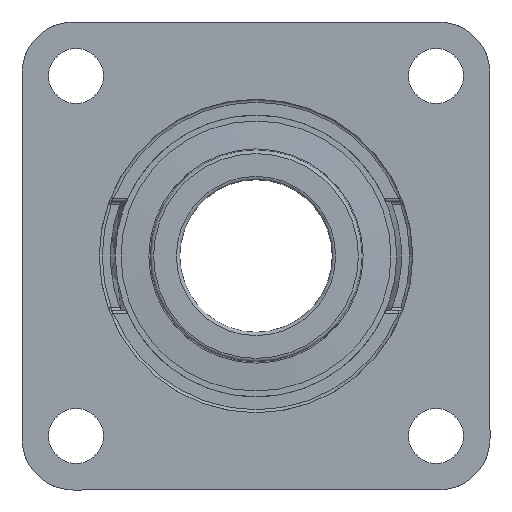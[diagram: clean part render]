
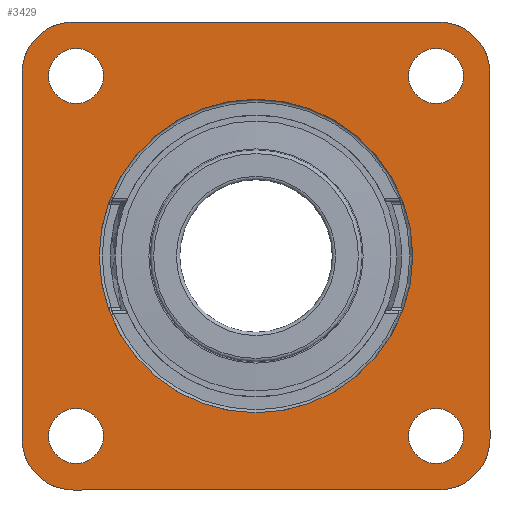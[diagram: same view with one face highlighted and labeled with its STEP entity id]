
A CAD part, left-side view. The second image highlights one B-rep face of the part: STEP entity #3429.
In plain terms, the highlighted face is planar.
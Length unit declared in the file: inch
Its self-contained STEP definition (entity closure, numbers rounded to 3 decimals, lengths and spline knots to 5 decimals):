
#886=VECTOR('',#9348,1.);
#887=VECTOR('',#9350,1.);
#889=VECTOR('',#9353,1.);
#891=VECTOR('',#9360,1.);
#987=LINE('',#8400,#886);
#988=LINE('',#8402,#887);
#990=LINE('',#8406,#889);
#992=LINE('',#8412,#891);
#1169=PLANE('',#3751);
#1286=VERTEX_POINT('',#4732);
#1287=VERTEX_POINT('',#4734);
#1326=VERTEX_POINT('',#5597);
#1327=VERTEX_POINT('',#5599);
#1371=VERTEX_POINT('',#6270);
#1411=VERTEX_POINT('',#8363);
#1412=VERTEX_POINT('',#8365);
#1417=VERTEX_POINT('',#8386);
#1418=VERTEX_POINT('',#8391);
#1419=VERTEX_POINT('',#8395);
#1420=VERTEX_POINT('',#8398);
#1421=VERTEX_POINT('',#8405);
#1422=VERTEX_POINT('',#8409);
#1525=CIRCLE('',#3550,0.59055);
#1560=CIRCLE('',#3604,0.59055);
#1587=CIRCLE('',#3652,1.8);
#1632=CIRCLE('',#3721,0.59055);
#1637=CIRCLE('',#3736,0.31496);
#1638=CIRCLE('',#3739,0.31496);
#1639=CIRCLE('',#3742,0.31496);
#1640=CIRCLE('',#3744,0.31496);
#1641=CIRCLE('',#3749,0.59055);
#1746=EDGE_CURVE('',#1286,#1287,#1525,.T.);
#1811=EDGE_CURVE('',#1326,#1327,#1560,.T.);
#1879=EDGE_CURVE('',#1371,#1371,#1587,.T.);
#1966=EDGE_CURVE('',#1411,#1412,#1632,.T.);
#1972=EDGE_CURVE('',#1417,#1417,#1637,.T.);
#1974=EDGE_CURVE('',#1418,#1418,#1638,.T.);
#1975=EDGE_CURVE('',#1419,#1419,#1639,.T.);
#1976=EDGE_CURVE('',#1420,#1420,#1640,.T.);
#1977=EDGE_CURVE('',#1326,#1412,#987,.T.);
#1978=EDGE_CURVE('',#1411,#1287,#988,.T.);
#1980=EDGE_CURVE('',#1286,#1421,#990,.T.);
#1982=EDGE_CURVE('',#1422,#1421,#1641,.T.);
#1983=EDGE_CURVE('',#1422,#1327,#992,.T.);
#2645=ORIENTED_EDGE('',*,*,#1879,.T.);
#2646=ORIENTED_EDGE('',*,*,#1972,.T.);
#2647=ORIENTED_EDGE('',*,*,#1974,.T.);
#2648=ORIENTED_EDGE('',*,*,#1975,.T.);
#2649=ORIENTED_EDGE('',*,*,#1976,.T.);
#2650=ORIENTED_EDGE('',*,*,#1983,.T.);
#2651=ORIENTED_EDGE('',*,*,#1811,.F.);
#2652=ORIENTED_EDGE('',*,*,#1977,.T.);
#2653=ORIENTED_EDGE('',*,*,#1966,.F.);
#2654=ORIENTED_EDGE('',*,*,#1978,.T.);
#2655=ORIENTED_EDGE('',*,*,#1746,.F.);
#2656=ORIENTED_EDGE('',*,*,#1980,.T.);
#2657=ORIENTED_EDGE('',*,*,#1982,.F.);
#2936=EDGE_LOOP('',(#2645));
#2937=EDGE_LOOP('',(#2646));
#2938=EDGE_LOOP('',(#2647));
#2939=EDGE_LOOP('',(#2648));
#2940=EDGE_LOOP('',(#2649));
#2941=EDGE_LOOP('',(#2650,#2651,#2652,#2653,#2654,#2655,#2656,#2657));
#3188=FACE_BOUND('',#2936,.T.);
#3189=FACE_BOUND('',#2937,.T.);
#3190=FACE_BOUND('',#2938,.T.);
#3191=FACE_BOUND('',#2939,.T.);
#3192=FACE_BOUND('',#2940,.T.);
#3193=FACE_BOUND('',#2941,.T.);
#3429=ADVANCED_FACE('',(#3188,#3189,#3190,#3191,#3192,#3193),#1169,.F.);
#3550=AXIS2_PLACEMENT_3D('',#4733,#8936,#8937);
#3604=AXIS2_PLACEMENT_3D('',#5598,#9055,#9056);
#3652=AXIS2_PLACEMENT_3D('',#6269,#9168,#9169);
#3721=AXIS2_PLACEMENT_3D('',#8364,#9308,#9309);
#3736=AXIS2_PLACEMENT_3D('',#8385,#9330,#9331);
#3739=AXIS2_PLACEMENT_3D('',#8390,#9336,#9337);
#3742=AXIS2_PLACEMENT_3D('',#8394,#9341,#9342);
#3744=AXIS2_PLACEMENT_3D('',#8397,#9345,#9346);
#3749=AXIS2_PLACEMENT_3D('',#8410,#9357,#9358);
#3751=AXIS2_PLACEMENT_3D('',#8413,#9361,$);
#4732=CARTESIAN_POINT('',(-2.09646,2.68701,0.));
#4733=CARTESIAN_POINT('',(-2.09646,2.09646,0.));
#4734=CARTESIAN_POINT('',(-2.68701,2.09646,0.));
#5597=CARTESIAN_POINT('',(2.09646,-2.68701,0.));
#5598=CARTESIAN_POINT('',(2.09646,-2.09646,0.));
#5599=CARTESIAN_POINT('',(2.68701,-2.09646,0.));
#6269=CARTESIAN_POINT('',(0.,0.,0.));
#6270=CARTESIAN_POINT('',(0.,1.8,0.));
#8363=CARTESIAN_POINT('',(-2.68701,-2.09646,0.));
#8364=CARTESIAN_POINT('',(-2.09646,-2.09646,0.));
#8365=CARTESIAN_POINT('',(-2.09646,-2.68701,0.));
#8385=CARTESIAN_POINT('',(2.06693,2.06693,0.));
#8386=CARTESIAN_POINT('',(2.06693,2.38189,0.));
#8390=CARTESIAN_POINT('',(2.06693,-2.06693,0.));
#8391=CARTESIAN_POINT('',(2.38189,-2.06693,0.));
#8394=CARTESIAN_POINT('',(-2.06693,-2.06693,0.));
#8395=CARTESIAN_POINT('',(-2.06693,-2.38189,0.));
#8397=CARTESIAN_POINT('',(-2.06693,2.06693,0.));
#8398=CARTESIAN_POINT('',(-2.38189,2.06693,0.));
#8400=CARTESIAN_POINT('',(2.09646,-2.68701,0.));
#8402=CARTESIAN_POINT('',(-2.68701,-2.09646,0.));
#8405=CARTESIAN_POINT('',(2.09646,2.68701,0.));
#8406=CARTESIAN_POINT('',(-2.09646,2.68701,0.));
#8409=CARTESIAN_POINT('',(2.68701,2.09646,0.));
#8410=CARTESIAN_POINT('',(2.09646,2.09646,0.));
#8412=CARTESIAN_POINT('',(2.68701,2.09646,0.));
#8413=CARTESIAN_POINT('',(0.,0.,0.));
#8936=DIRECTION('',(0.,0.,1.));
#8937=DIRECTION('',(0.591,0.,0.));
#9055=DIRECTION('',(0.,0.,1.));
#9056=DIRECTION('',(0.591,0.,0.));
#9168=DIRECTION('',(0.,0.,1.));
#9169=DIRECTION('',(0.,1.8,0.));
#9308=DIRECTION('',(0.,0.,1.));
#9309=DIRECTION('',(0.591,0.,0.));
#9330=DIRECTION('',(0.,0.,1.));
#9331=DIRECTION('',(0.,-0.315,0.));
#9336=DIRECTION('',(0.,0.,1.));
#9337=DIRECTION('',(-0.315,0.,0.));
#9341=DIRECTION('',(0.,0.,1.));
#9342=DIRECTION('',(0.,0.315,0.));
#9345=DIRECTION('',(0.,0.,1.));
#9346=DIRECTION('',(0.315,0.,0.));
#9348=DIRECTION('',(-1.,0.,0.));
#9350=DIRECTION('',(0.,1.,0.));
#9353=DIRECTION('',(1.,0.,0.));
#9357=DIRECTION('',(0.,0.,1.));
#9358=DIRECTION('',(0.591,0.,0.));
#9360=DIRECTION('',(0.,-1.,0.));
#9361=DIRECTION('',(0.,0.,1.));
